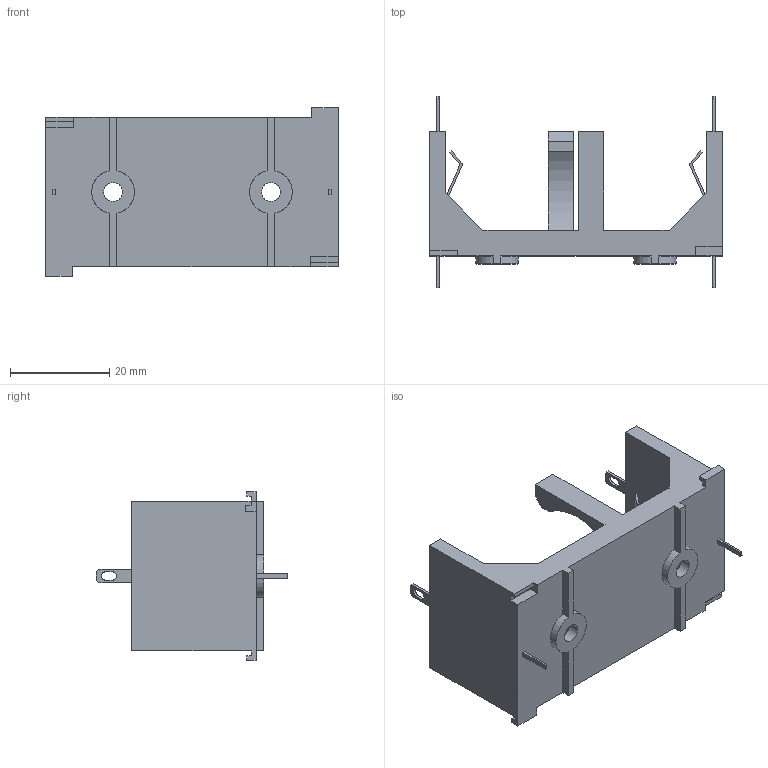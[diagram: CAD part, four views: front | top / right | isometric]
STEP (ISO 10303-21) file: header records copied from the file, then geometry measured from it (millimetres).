
FILE_DESCRIPTION((''),'2;1');
FILE_NAME('PRT0007','2016-04-13T',('chibberd'),(''),'PRO/ENGINEER BY PARAMETRIC TECHNOLOGY CORPORATION, 2013410','PRO/ENGINEER BY PARAMETRIC TECHNOLOGY CORPORATION, 2013410','');
FILE_SCHEMA(('CONFIG_CONTROL_DESIGN'));
Length unit declared in the file: millimetre
Products named in the file (1): PRT0007
Bounding box: 59 x 38.53 x 33.97 mm (x, y, z)
Surface area: 8941.7 mm2 (no closed solid volume)
Topology: 0 solids, 0 shells, 144 faces, 796 edges, 796 vertices
Faces by surface type: bspline 144
Entity records: 10815 total; most frequent: CARTESIAN_POINT 3226, DIRECTION 1198, TRIMMED_CURVE 1158, VECTOR 1118, LINE 1118, DEFINITIONAL_REPRESENTATION 796, PCURVE 796, COMPOSITE_CURVE_SEGMENT 796
